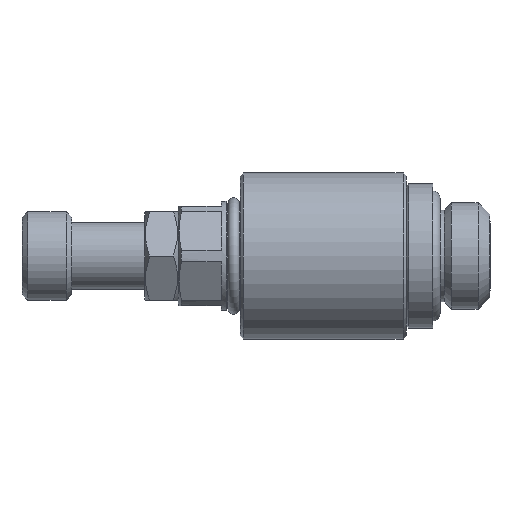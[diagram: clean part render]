
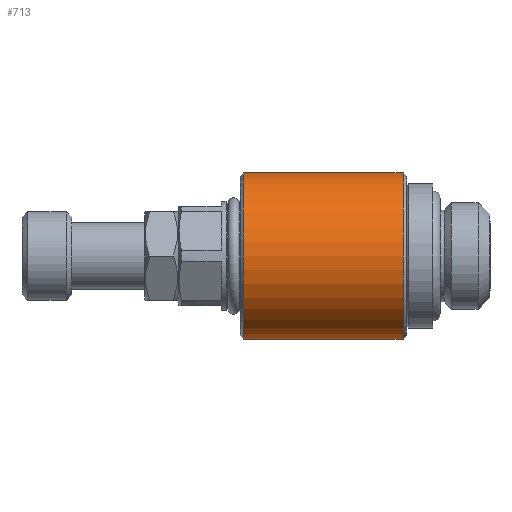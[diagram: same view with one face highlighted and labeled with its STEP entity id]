
A CAD part, left-side view. The second image highlights one B-rep face of the part: STEP entity #713.
In plain terms, the highlighted cylindrical face has radius 7.5 mm (diameter 15 mm), a full revolution.
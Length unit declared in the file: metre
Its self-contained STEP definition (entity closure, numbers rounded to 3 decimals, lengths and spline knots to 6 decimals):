
#713 = ADVANCED_FACE( 'NONE', ( #1488, #1489, #1490 ), #1491, .T. );
#1488 = FACE_OUTER_BOUND( '', #4167, .T. );
#1489 = FACE_OUTER_BOUND( '', #4168, .T. );
#1490 = FACE_BOUND( '', #4169, .T. );
#1491 = CYLINDRICAL_SURFACE( '', #4170, 0.0075 );
#4167 = EDGE_LOOP( '', ( #6175 ) );
#4168 = EDGE_LOOP( '', ( #6176 ) );
#4169 = EDGE_LOOP( '', ( #6177, #6178 ) );
#4170 = AXIS2_PLACEMENT_3D( '', #6179, #6180, #6181 );
#6175 = ORIENTED_EDGE( '', *, *, #6515, .T. );
#6176 = ORIENTED_EDGE( '', *, *, #6670, .F. );
#6177 = ORIENTED_EDGE( '', *, *, #7184, .T. );
#6178 = ORIENTED_EDGE( '', *, *, #6463, .T. );
#6179 = CARTESIAN_POINT( '', ( 0., 0.005519, 0. ) );
#6180 = DIRECTION( '', ( 0., -1., 0. ) );
#6181 = DIRECTION( '', ( 0., 0., -1. ) );
#6463 = EDGE_CURVE( 'NONE', #7282, #7283, #7284, .T. );
#6515 = EDGE_CURVE( 'NONE', #7373, #7373, #7374, .T. );
#6670 = EDGE_CURVE( 'NONE', #7637, #7637, #7638, .T. );
#7184 = EDGE_CURVE( 'NONE', #7283, #7282, #8367, .T. );
#7282 = VERTEX_POINT( 'NONE', #8523 );
#7283 = VERTEX_POINT( 'NONE', #8524 );
#7284 = B_SPLINE_CURVE_WITH_KNOTS( '', 3, ( #8525, #8526, #8527, #8528, #8529, #8530, #8531, #8532, #8533, #8534, #8535, #8536, #8537, #8538, #8539, #8540, #8541, #8542, #8543, #8544, #8545, #8546, #8547 ), .UNSPECIFIED., .F., .F., ( 4, 1, 1, 1, 1, 1, 1, 1, 1, 1, 1, 1, 1, 1, 1, 1, 1, 1, 1, 1, 4 ), ( 0., 0.015629, 0.03126, 0.062505, 0.124934, 0.187386, 0.249909, 0.312431, 0.374952, 0.437475, 0.499995, 0.562518, 0.625041, 0.687564, 0.750087, 0.81261, 0.87506, 0.937485, 0.968739, 0.984366, 1. ), .UNSPECIFIED. );
#7373 = VERTEX_POINT( '', #8852 );
#7374 = CIRCLE( '', #8853, 0.0075 );
#7637 = VERTEX_POINT( '', #9576 );
#7638 = CIRCLE( '', #9577, 0.0075 );
#8367 = B_SPLINE_CURVE_WITH_KNOTS( '', 3, ( #11987, #11988, #11989, #11990, #11991, #11992, #11993, #11994, #11995, #11996, #11997, #11998, #11999, #12000, #12001, #12002, #12003, #12004, #12005, #12006, #12007, #12008, #12009, #12010, #12011, #12012, #12013 ), .UNSPECIFIED., .F., .F., ( 4, 1, 1, 1, 1, 1, 1, 1, 1, 1, 1, 1, 1, 1, 1, 1, 1, 1, 1, 1, 1, 1, 1, 1, 4 ), ( 0., 0.013023, 0.025757, 0.038226, 0.050459, 0.062485, 0.093157, 0.124963, 0.186426, 0.24997, 0.313291, 0.374976, 0.438179, 0.499981, 0.561685, 0.624987, 0.686738, 0.749994, 0.813667, 0.875002, 0.906807, 0.937492, 0.953455, 0.968758, 1. ), .UNSPECIFIED. );
#8523 = CARTESIAN_POINT( '', ( 0.005662, 0.015337, -0.004918 ) );
#8524 = CARTESIAN_POINT( '', ( 0.005662, 0.015477, 0.004918 ) );
#8525 = CARTESIAN_POINT( '', ( 0.005662, 0.015337, -0.004918 ) );
#8526 = CARTESIAN_POINT( '', ( 0.005664, 0.015253, -0.004916 ) );
#8527 = CARTESIAN_POINT( '', ( 0.005668, 0.015085, -0.004912 ) );
#8528 = CARTESIAN_POINT( '', ( 0.005693, 0.01475, -0.004882 ) );
#8529 = CARTESIAN_POINT( '', ( 0.005771, 0.014172, -0.004791 ) );
#8530 = CARTESIAN_POINT( '', ( 0.005973, 0.013385, -0.004544 ) );
#8531 = CARTESIAN_POINT( '', ( 0.006298, 0.012538, -0.004088 ) );
#8532 = CARTESIAN_POINT( '', ( 0.006653, 0.011798, -0.00349 ) );
#8533 = CARTESIAN_POINT( '', ( 0.006992, 0.01118, -0.002757 ) );
#8534 = CARTESIAN_POINT( '', ( 0.007275, 0.010706, -0.001902 ) );
#8535 = CARTESIAN_POINT( '', ( 0.007463, 0.010408, -0.000945 ) );
#8536 = CARTESIAN_POINT( '', ( 0.007523, 0.010314, 0.00007 ) );
#8537 = CARTESIAN_POINT( '', ( 0.007444, 0.010437, 0.001081 ) );
#8538 = CARTESIAN_POINT( '', ( 0.007241, 0.010762, 0.002026 ) );
#8539 = CARTESIAN_POINT( '', ( 0.006948, 0.011257, 0.002866 ) );
#8540 = CARTESIAN_POINT( '', ( 0.006604, 0.011893, 0.00358 ) );
#8541 = CARTESIAN_POINT( '', ( 0.006251, 0.012648, 0.00416 ) );
#8542 = CARTESIAN_POINT( '', ( 0.005933, 0.01351, 0.004595 ) );
#8543 = CARTESIAN_POINT( '', ( 0.005746, 0.014306, 0.004821 ) );
#8544 = CARTESIAN_POINT( '', ( 0.005679, 0.014888, 0.004899 ) );
#8545 = CARTESIAN_POINT( '', ( 0.005663, 0.015224, 0.004918 ) );
#8546 = CARTESIAN_POINT( '', ( 0.005662, 0.015392, 0.004918 ) );
#8547 = CARTESIAN_POINT( '', ( 0.005662, 0.015477, 0.004918 ) );
#8852 = CARTESIAN_POINT( '', ( 0., 0.0226, -0.0075 ) );
#8853 = AXIS2_PLACEMENT_3D( '', #12137, #12138, #12139 );
#9576 = CARTESIAN_POINT( '', ( 0., 0.0082, -0.0075 ) );
#9577 = AXIS2_PLACEMENT_3D( '', #12259, #12260, #12261 );
#11987 = CARTESIAN_POINT( '', ( 0.005662, 0.015477, 0.004918 ) );
#11988 = CARTESIAN_POINT( '', ( 0.005664, 0.015547, 0.004916 ) );
#11989 = CARTESIAN_POINT( '', ( 0.005668, 0.015685, 0.004911 ) );
#11990 = CARTESIAN_POINT( '', ( 0.005682, 0.01589, 0.004895 ) );
#11991 = CARTESIAN_POINT( '', ( 0.005701, 0.016089, 0.004873 ) );
#11992 = CARTESIAN_POINT( '', ( 0.005726, 0.016283, 0.004844 ) );
#11993 = CARTESIAN_POINT( '', ( 0.005772, 0.01657, 0.00479 ) );
#11994 = CARTESIAN_POINT( '', ( 0.005854, 0.016951, 0.00469 ) );
#11995 = CARTESIAN_POINT( '', ( 0.006028, 0.017556, 0.004467 ) );
#11996 = CARTESIAN_POINT( '', ( 0.006298, 0.018266, 0.004088 ) );
#11997 = CARTESIAN_POINT( '', ( 0.006655, 0.019006, 0.003486 ) );
#11998 = CARTESIAN_POINT( '', ( 0.006995, 0.019627, 0.002751 ) );
#11999 = CARTESIAN_POINT( '', ( 0.007278, 0.020097, 0.001891 ) );
#12000 = CARTESIAN_POINT( '', ( 0.007463, 0.020394, 0.00094 ) );
#12001 = CARTESIAN_POINT( '', ( 0.007522, 0.020484, -0.00007 ) );
#12002 = CARTESIAN_POINT( '', ( 0.007445, 0.020365, -0.001075 ) );
#12003 = CARTESIAN_POINT( '', ( 0.007244, 0.020042, -0.002015 ) );
#12004 = CARTESIAN_POINT( '', ( 0.006951, 0.01955, -0.002859 ) );
#12005 = CARTESIAN_POINT( '', ( 0.006606, 0.01891, -0.003577 ) );
#12006 = CARTESIAN_POINT( '', ( 0.00625, 0.018156, -0.00416 ) );
#12007 = CARTESIAN_POINT( '', ( 0.005987, 0.017433, -0.004521 ) );
#12008 = CARTESIAN_POINT( '', ( 0.005822, 0.016821, -0.004729 ) );
#12009 = CARTESIAN_POINT( '', ( 0.005743, 0.016416, -0.004823 ) );
#12010 = CARTESIAN_POINT( '', ( 0.005699, 0.016089, -0.004875 ) );
#12011 = CARTESIAN_POINT( '', ( 0.005667, 0.015756, -0.004913 ) );
#12012 = CARTESIAN_POINT( '', ( 0.005664, 0.015506, -0.004916 ) );
#12013 = CARTESIAN_POINT( '', ( 0.005662, 0.015337, -0.004918 ) );
#12137 = CARTESIAN_POINT( '', ( 0., 0.0226, 0. ) );
#12138 = DIRECTION( '', ( 0., -1., 0. ) );
#12139 = DIRECTION( '', ( 0., 0., -1. ) );
#12259 = CARTESIAN_POINT( '', ( 0., 0.0082, 0. ) );
#12260 = DIRECTION( '', ( 0., -1., 0. ) );
#12261 = DIRECTION( '', ( 0., 0., -1. ) );
